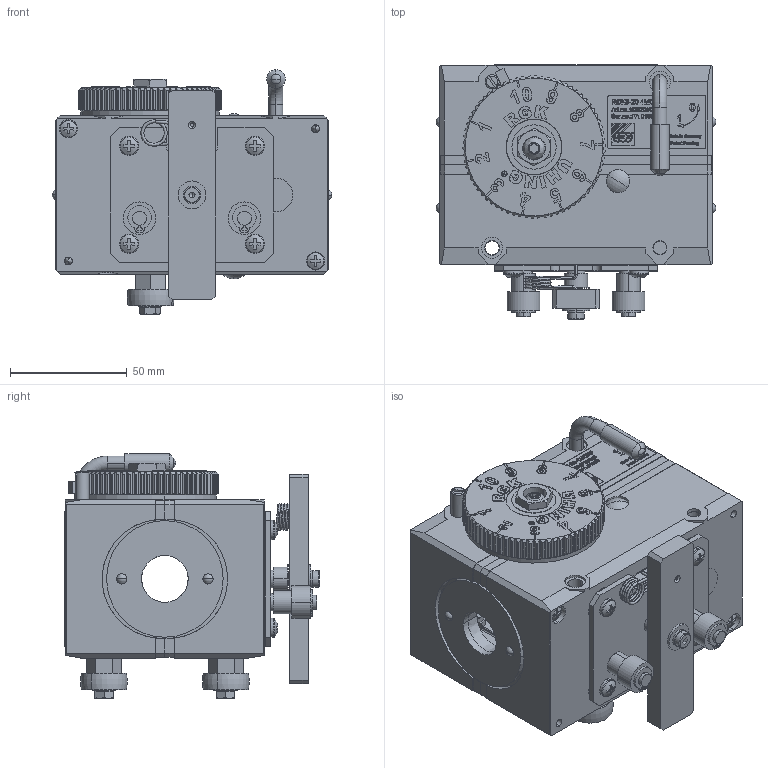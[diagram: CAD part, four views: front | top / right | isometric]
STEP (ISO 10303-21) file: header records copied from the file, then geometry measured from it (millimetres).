
FILE_DESCRIPTION (( 'STEP AP214' ), '1' );
FILE_NAME ('RGK3-20-1MCRF.STEP', '2019-10-17T11:56:16', ( '' ), ( '' ), 'SwSTEP 2.0', 'SolidWorks 2019', '' );
FILE_SCHEMA (( 'AUTOMOTIVE_DESIGN' ));
Length unit declared in the file: millimetre
Products named in the file (1): RGK3-20-1MCRF
Bounding box: 120 x 109.3 x 104.9 mm (x, y, z)
Volume: 288032.5 mm3; surface area: 178320.6 mm2
Topology: 62 solids, 62 shells, 5206 faces, 13736 edges, 8684 vertices
Faces by surface type: plane 2602, cylinder 1369, bspline 721, sphere 251, cone 144, torus 119
Entity records: 255409 total; most frequent: CARTESIAN_POINT 74013, ORIENTED_EDGE 26878, DIRECTION 23726, EDGE_CURVE 13439, VERTEX_POINT 8640, AXIS2_PLACEMENT_3D 8087, LINE 7552, VECTOR 7552
